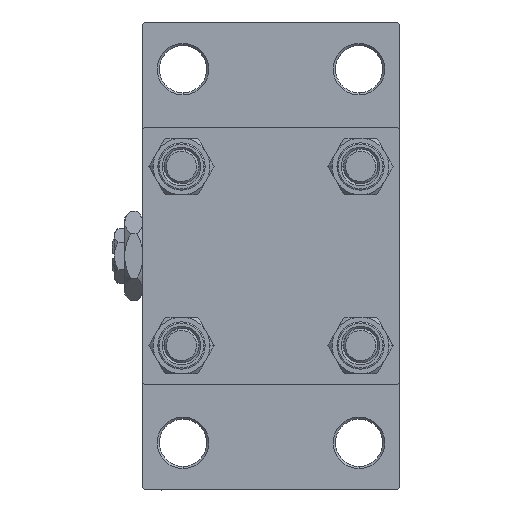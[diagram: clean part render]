
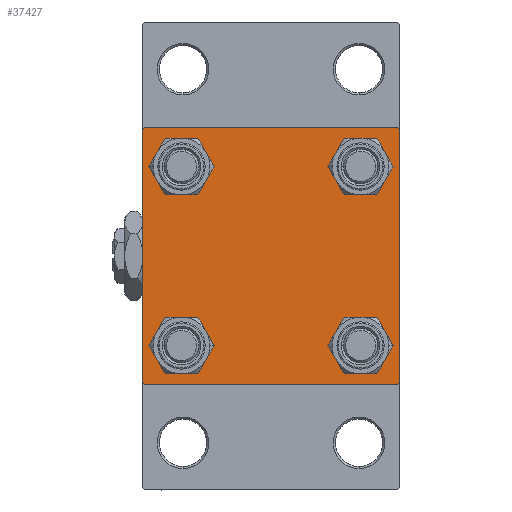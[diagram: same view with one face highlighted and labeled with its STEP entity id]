
A CAD part, left-side view. The second image highlights one B-rep face of the part: STEP entity #37427.
In plain terms, the highlighted planar face has unit normal (-1, 0, 0).
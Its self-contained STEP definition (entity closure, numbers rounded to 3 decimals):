
#732 = CARTESIAN_POINT ( 'NONE',  ( 0., 20.85, 25.35 ) ) ;
#1004 = FACE_OUTER_BOUND ( 'NONE', #46374, .T. ) ;
#1155 = CARTESIAN_POINT ( 'NONE',  ( 0., 20.85, -25.35 ) ) ;
#1258 = VECTOR ( 'NONE', #23070, 1000. ) ;
#1767 = CARTESIAN_POINT ( 'NONE',  ( 0., 20.85, -16.35 ) ) ;
#2107 = DIRECTION ( 'NONE',  ( 1., 0., 0. ) ) ;
#2136 = DIRECTION ( 'NONE',  ( 1., 0., 0. ) ) ;
#2174 = CARTESIAN_POINT ( 'NONE',  ( 0., 29.75, 29.75 ) ) ;
#2599 = DIRECTION ( 'NONE',  ( 0., 0., 1. ) ) ;
#3040 = CARTESIAN_POINT ( 'NONE',  ( 0., 30., 30. ) ) ;
#3120 = VECTOR ( 'NONE', #14354, 1000. ) ;
#3359 = LINE ( 'NONE', #46009, #25655 ) ;
#3426 = EDGE_CURVE ( 'NONE', #17710, #23520, #42391, .T. ) ;
#3561 = ORIENTED_EDGE ( 'NONE', *, *, #26296, .T. ) ;
#4010 = VERTEX_POINT ( 'NONE', #49269 ) ;
#4444 = VERTEX_POINT ( 'NONE', #33375 ) ;
#5024 = VERTEX_POINT ( 'NONE', #47500 ) ;
#5054 = ORIENTED_EDGE ( 'NONE', *, *, #17936, .T. ) ;
#5138 = CARTESIAN_POINT ( 'NONE',  ( 0., -20.85, -20.85 ) ) ;
#5428 = LINE ( 'NONE', #20983, #44916 ) ;
#5510 = DIRECTION ( 'NONE',  ( 1., 0., 0. ) ) ;
#5689 = DIRECTION ( 'NONE',  ( 0., 0., 1. ) ) ;
#6534 = CARTESIAN_POINT ( 'NONE',  ( 0., 29.5, -30. ) ) ;
#7329 = ORIENTED_EDGE ( 'NONE', *, *, #32756, .T. ) ;
#7335 = ORIENTED_EDGE ( 'NONE', *, *, #30094, .T. ) ;
#7423 = CIRCLE ( 'NONE', #25860, 4.5 ) ;
#7626 = EDGE_CURVE ( 'NONE', #30943, #4444, #36631, .T. ) ;
#7771 = ORIENTED_EDGE ( 'NONE', *, *, #13630, .F. ) ;
#7834 = VERTEX_POINT ( 'NONE', #16613 ) ;
#7839 = VECTOR ( 'NONE', #11805, 1000. ) ;
#7914 = CIRCLE ( 'NONE', #39948, 4.5 ) ;
#8008 = LINE ( 'NONE', #46120, #44372 ) ;
#8619 = CARTESIAN_POINT ( 'NONE',  ( 0., 30., 29.5 ) ) ;
#9426 = DIRECTION ( 'NONE',  ( 0., 0., 1. ) ) ;
#9695 = DIRECTION ( 'NONE',  ( 1., 0., 0. ) ) ;
#9761 = PLANE ( 'NONE',  #39730 ) ;
#10009 = VERTEX_POINT ( 'NONE', #36199 ) ;
#10179 = CARTESIAN_POINT ( 'NONE',  ( 0., 20.85, 20.85 ) ) ;
#10431 = DIRECTION ( 'NONE',  ( 0., 0., 1. ) ) ;
#11441 = VECTOR ( 'NONE', #13715, 1000. ) ;
#11699 = DIRECTION ( 'NONE',  ( 1., 0., 0. ) ) ;
#11764 = DIRECTION ( 'NONE',  ( 0., 0.707, 0.707 ) ) ;
#11805 = DIRECTION ( 'NONE',  ( 0., 0., -1. ) ) ;
#11863 = ORIENTED_EDGE ( 'NONE', *, *, #22181, .T. ) ;
#11940 = VERTEX_POINT ( 'NONE', #1767 ) ;
#13046 = FACE_BOUND ( 'NONE', #13947, .T. ) ;
#13221 = LINE ( 'NONE', #37017, #11441 ) ;
#13286 = FACE_BOUND ( 'NONE', #17955, .T. ) ;
#13630 = EDGE_CURVE ( 'NONE', #39093, #10009, #42886, .T. ) ;
#13715 = DIRECTION ( 'NONE',  ( 0., -1., 0. ) ) ;
#13947 = EDGE_LOOP ( 'NONE', ( #23995, #7329 ) ) ;
#14105 = AXIS2_PLACEMENT_3D ( 'NONE', #22456, #40768, #10431 ) ;
#14203 = DIRECTION ( 'NONE',  ( 0., 0., 1. ) ) ;
#14354 = DIRECTION ( 'NONE',  ( 0., 0., -1. ) ) ;
#16551 = CARTESIAN_POINT ( 'NONE',  ( 0., 29.5, 30. ) ) ;
#16613 = CARTESIAN_POINT ( 'NONE',  ( 0., -20.85, 25.35 ) ) ;
#17312 = CIRCLE ( 'NONE', #14105, 4.5 ) ;
#17449 = EDGE_LOOP ( 'NONE', ( #43410, #20932 ) ) ;
#17710 = VERTEX_POINT ( 'NONE', #18590 ) ;
#17936 = EDGE_CURVE ( 'NONE', #19130, #26647, #21484, .T. ) ;
#17955 = EDGE_LOOP ( 'NONE', ( #49042, #32621 ) ) ;
#18590 = CARTESIAN_POINT ( 'NONE',  ( 0., 30., -29.5 ) ) ;
#19116 = EDGE_CURVE ( 'NONE', #22027, #11940, #36785, .T. ) ;
#19130 = VERTEX_POINT ( 'NONE', #16551 ) ;
#19939 = ORIENTED_EDGE ( 'NONE', *, *, #47381, .T. ) ;
#19986 = CARTESIAN_POINT ( 'NONE',  ( 0., 20.85, -20.85 ) ) ;
#20025 = CARTESIAN_POINT ( 'NONE',  ( 0., 20.85, 16.35 ) ) ;
#20444 = DIRECTION ( 'NONE',  ( 1., 0., 0. ) ) ;
#20559 = VERTEX_POINT ( 'NONE', #39261 ) ;
#20932 = ORIENTED_EDGE ( 'NONE', *, *, #27903, .T. ) ;
#20983 = CARTESIAN_POINT ( 'NONE',  ( 0., 30., 30. ) ) ;
#21484 = LINE ( 'NONE', #2174, #48032 ) ;
#22027 = VERTEX_POINT ( 'NONE', #1155 ) ;
#22112 = ORIENTED_EDGE ( 'NONE', *, *, #19116, .T. ) ;
#22181 = EDGE_CURVE ( 'NONE', #20559, #10009, #3359, .T. ) ;
#22190 = DIRECTION ( 'NONE',  ( 0., -0.707, 0.707 ) ) ;
#22249 = AXIS2_PLACEMENT_3D ( 'NONE', #40722, #2107, #2599 ) ;
#22456 = CARTESIAN_POINT ( 'NONE',  ( 0., 20.85, 20.85 ) ) ;
#23070 = DIRECTION ( 'NONE',  ( 0., -0.707, -0.707 ) ) ;
#23438 = AXIS2_PLACEMENT_3D ( 'NONE', #19986, #2136, #9426 ) ;
#23520 = VERTEX_POINT ( 'NONE', #6534 ) ;
#23691 = EDGE_CURVE ( 'NONE', #19130, #4010, #5428, .T. ) ;
#23995 = ORIENTED_EDGE ( 'NONE', *, *, #27985, .T. ) ;
#24071 = DIRECTION ( 'NONE',  ( 0., 0., 1. ) ) ;
#24991 = DIRECTION ( 'NONE',  ( 0., -1., 0. ) ) ;
#25655 = VECTOR ( 'NONE', #22190, 1000. ) ;
#25860 = AXIS2_PLACEMENT_3D ( 'NONE', #40282, #32775, #14203 ) ;
#26296 = EDGE_CURVE ( 'NONE', #11940, #22027, #48234, .T. ) ;
#26647 = VERTEX_POINT ( 'NONE', #8619 ) ;
#27884 = EDGE_CURVE ( 'NONE', #23520, #20559, #13221, .T. ) ;
#27903 = EDGE_CURVE ( 'NONE', #45932, #48909, #33068, .T. ) ;
#27985 = EDGE_CURVE ( 'NONE', #7834, #5024, #7423, .T. ) ;
#28577 = CARTESIAN_POINT ( 'NONE',  ( 0., 0., 0. ) ) ;
#28973 = DIRECTION ( 'NONE',  ( 0., 0., 1. ) ) ;
#29909 = CIRCLE ( 'NONE', #33125, 4.5 ) ;
#30094 = EDGE_CURVE ( 'NONE', #39093, #4010, #8008, .T. ) ;
#30653 = CARTESIAN_POINT ( 'NONE',  ( 0., -30., 29.5 ) ) ;
#30776 = CARTESIAN_POINT ( 'NONE',  ( 0., -20.85, 20.85 ) ) ;
#30943 = VERTEX_POINT ( 'NONE', #40654 ) ;
#32348 = FACE_BOUND ( 'NONE', #17449, .T. ) ;
#32621 = ORIENTED_EDGE ( 'NONE', *, *, #46198, .T. ) ;
#32756 = EDGE_CURVE ( 'NONE', #5024, #7834, #29909, .T. ) ;
#32775 = DIRECTION ( 'NONE',  ( 1., 0., 0. ) ) ;
#33068 = CIRCLE ( 'NONE', #45093, 4.5 ) ;
#33125 = AXIS2_PLACEMENT_3D ( 'NONE', #30776, #11699, #28973 ) ;
#33375 = CARTESIAN_POINT ( 'NONE',  ( 0., -20.85, -25.35 ) ) ;
#35036 = EDGE_CURVE ( 'NONE', #48909, #45932, #17312, .T. ) ;
#35607 = DIRECTION ( 'NONE',  ( -1., 0., 0. ) ) ;
#36199 = CARTESIAN_POINT ( 'NONE',  ( 0., -30., -29.5 ) ) ;
#36356 = FACE_BOUND ( 'NONE', #38541, .T. ) ;
#36631 = CIRCLE ( 'NONE', #22249, 4.5 ) ;
#36785 = CIRCLE ( 'NONE', #39180, 4.5 ) ;
#37017 = CARTESIAN_POINT ( 'NONE',  ( 0., 30., -30. ) ) ;
#37407 = LINE ( 'NONE', #3040, #3120 ) ;
#37427 = ADVANCED_FACE ( 'NONE', ( #13046, #13286, #36356, #32348, #1004 ), #9761, .T. ) ;
#38276 = ORIENTED_EDGE ( 'NONE', *, *, #23691, .F. ) ;
#38541 = EDGE_LOOP ( 'NONE', ( #3561, #22112 ) ) ;
#39093 = VERTEX_POINT ( 'NONE', #30653 ) ;
#39180 = AXIS2_PLACEMENT_3D ( 'NONE', #45672, #5510, #39861 ) ;
#39261 = CARTESIAN_POINT ( 'NONE',  ( 0., -29.5, -30. ) ) ;
#39730 = AXIS2_PLACEMENT_3D ( 'NONE', #28577, #35607, #24071 ) ;
#39861 = DIRECTION ( 'NONE',  ( 0., 0., 1. ) ) ;
#39948 = AXIS2_PLACEMENT_3D ( 'NONE', #5138, #20444, #47515 ) ;
#40282 = CARTESIAN_POINT ( 'NONE',  ( 0., -20.85, 20.85 ) ) ;
#40654 = CARTESIAN_POINT ( 'NONE',  ( 0., -20.85, -16.35 ) ) ;
#40722 = CARTESIAN_POINT ( 'NONE',  ( 0., -20.85, -20.85 ) ) ;
#40768 = DIRECTION ( 'NONE',  ( 1., 0., 0. ) ) ;
#42391 = LINE ( 'NONE', #46394, #1258 ) ;
#42408 = CARTESIAN_POINT ( 'NONE',  ( 0., -30., 30. ) ) ;
#42535 = ORIENTED_EDGE ( 'NONE', *, *, #27884, .T. ) ;
#42886 = LINE ( 'NONE', #42408, #7839 ) ;
#43410 = ORIENTED_EDGE ( 'NONE', *, *, #35036, .T. ) ;
#44372 = VECTOR ( 'NONE', #11764, 1000. ) ;
#44916 = VECTOR ( 'NONE', #24991, 1000. ) ;
#45093 = AXIS2_PLACEMENT_3D ( 'NONE', #10179, #9695, #5689 ) ;
#45672 = CARTESIAN_POINT ( 'NONE',  ( 0., 20.85, -20.85 ) ) ;
#45932 = VERTEX_POINT ( 'NONE', #20025 ) ;
#46009 = CARTESIAN_POINT ( 'NONE',  ( 0., -29.75, -29.75 ) ) ;
#46120 = CARTESIAN_POINT ( 'NONE',  ( 0., -29.75, 29.75 ) ) ;
#46198 = EDGE_CURVE ( 'NONE', #4444, #30943, #7914, .T. ) ;
#46374 = EDGE_LOOP ( 'NONE', ( #19939, #49213, #42535, #11863, #7771, #7335, #38276, #5054 ) ) ;
#46394 = CARTESIAN_POINT ( 'NONE',  ( 0., 29.75, -29.75 ) ) ;
#47381 = EDGE_CURVE ( 'NONE', #26647, #17710, #37407, .T. ) ;
#47500 = CARTESIAN_POINT ( 'NONE',  ( 0., -20.85, 16.35 ) ) ;
#47515 = DIRECTION ( 'NONE',  ( 0., 0., 1. ) ) ;
#48032 = VECTOR ( 'NONE', #48320, 1000. ) ;
#48234 = CIRCLE ( 'NONE', #23438, 4.5 ) ;
#48320 = DIRECTION ( 'NONE',  ( 0., 0.707, -0.707 ) ) ;
#48909 = VERTEX_POINT ( 'NONE', #732 ) ;
#49042 = ORIENTED_EDGE ( 'NONE', *, *, #7626, .T. ) ;
#49213 = ORIENTED_EDGE ( 'NONE', *, *, #3426, .T. ) ;
#49269 = CARTESIAN_POINT ( 'NONE',  ( 0., -29.5, 30. ) ) ;
